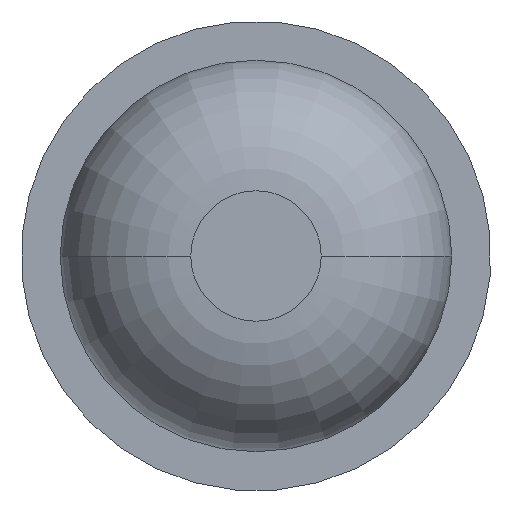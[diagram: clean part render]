
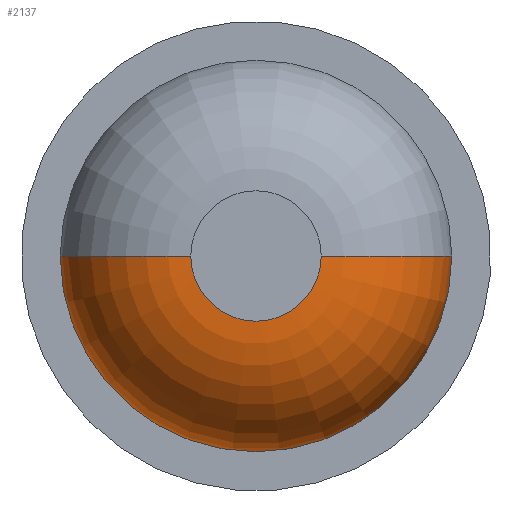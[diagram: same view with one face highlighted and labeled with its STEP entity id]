
A CAD part, front view. The second image highlights one B-rep face of the part: STEP entity #2137.
In plain terms, the highlighted toroidal (fillet/blend) face has major radius 0.125 mm and minor radius 0.25 mm.
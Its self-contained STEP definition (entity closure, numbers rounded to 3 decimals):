
#40 = CIRCLE ( 'NONE', #1280, 0.25 ) ;
#143 = DIRECTION ( 'NONE',  ( 1., 0., 0. ) ) ;
#206 = FACE_OUTER_BOUND ( 'NONE', #2658, .T. ) ;
#295 = AXIS2_PLACEMENT_3D ( 'NONE', #918, #1380, #1393 ) ;
#502 = DIRECTION ( 'NONE',  ( -1., 0., 0. ) ) ;
#522 = VERTEX_POINT ( 'NONE', #3244 ) ;
#672 = CIRCLE ( 'NONE', #1240, 0.125 ) ;
#778 = ORIENTED_EDGE ( 'NONE', *, *, #1053, .F. ) ;
#918 = CARTESIAN_POINT ( 'NONE',  ( 0.125, -19.45, 0. ) ) ;
#930 = AXIS2_PLACEMENT_3D ( 'NONE', #2539, #2064, #1536 ) ;
#947 = VERTEX_POINT ( 'NONE', #1146 ) ;
#1014 = VERTEX_POINT ( 'NONE', #1735 ) ;
#1053 = EDGE_CURVE ( 'Defeature ausgef�hrt1_0+Defeature ausgef�hrt1_2+Defeature ausgef�hrt1_2+Defeature ausgef�hrt1_2', #1681, #947, #2377, .T. ) ;
#1124 = TOROIDAL_SURFACE ( 'NONE', #930, 0.125, 0.25 ) ;
#1146 = CARTESIAN_POINT ( 'NONE',  ( -0.375, -19.45, 0. ) ) ;
#1202 = CARTESIAN_POINT ( 'NONE',  ( 0.375, -19.45, 0. ) ) ;
#1240 = AXIS2_PLACEMENT_3D ( 'NONE', #2399, #1885, #143 ) ;
#1280 = AXIS2_PLACEMENT_3D ( 'NONE', #2010, #2284, #502 ) ;
#1350 = AXIS2_PLACEMENT_3D ( 'NONE', #1711, #1974, #3212 ) ;
#1380 = DIRECTION ( 'NONE',  ( 0., 0., 1. ) ) ;
#1393 = DIRECTION ( 'NONE',  ( 1., 0., 0. ) ) ;
#1435 = EDGE_CURVE ( 'Defeature ausgef�hrt1_1+Defeature ausgef�hrt1_2+Defeature ausgef�hrt1_2+Defeature ausgef�hrt1_2', #522, #1014, #672, .T. ) ;
#1536 = DIRECTION ( 'NONE',  ( 1., 0., 0. ) ) ;
#1675 = EDGE_CURVE ( 'NONE', #522, #947, #40, .T. ) ;
#1681 = VERTEX_POINT ( 'NONE', #1202 ) ;
#1711 = CARTESIAN_POINT ( 'NONE',  ( 0., -19.45, 0. ) ) ;
#1735 = CARTESIAN_POINT ( 'NONE',  ( 0.125, -19.7, 0. ) ) ;
#1885 = DIRECTION ( 'NONE',  ( 0., -1., 0. ) ) ;
#1974 = DIRECTION ( 'NONE',  ( 0., 1., 0. ) ) ;
#2010 = CARTESIAN_POINT ( 'NONE',  ( -0.125, -19.45, 0. ) ) ;
#2064 = DIRECTION ( 'NONE',  ( 0., 1., 0. ) ) ;
#2137 = ADVANCED_FACE ( 'Defeature ausgef�hrt1_2', ( #206 ), #1124, .T. ) ;
#2218 = ORIENTED_EDGE ( 'NONE', *, *, #1435, .F. ) ;
#2284 = DIRECTION ( 'NONE',  ( 0., 0., -1. ) ) ;
#2377 = CIRCLE ( 'NONE', #1350, 0.375 ) ;
#2378 = CIRCLE ( 'NONE', #295, 0.25 ) ;
#2399 = CARTESIAN_POINT ( 'NONE',  ( 0., -19.7, 0. ) ) ;
#2425 = ORIENTED_EDGE ( 'NONE', *, *, #1675, .T. ) ;
#2539 = CARTESIAN_POINT ( 'NONE',  ( 0., -19.45, 0. ) ) ;
#2658 = EDGE_LOOP ( 'NONE', ( #2218, #2425, #778, #3145 ) ) ;
#2744 = EDGE_CURVE ( 'NONE', #1014, #1681, #2378, .T. ) ;
#3145 = ORIENTED_EDGE ( 'NONE', *, *, #2744, .F. ) ;
#3212 = DIRECTION ( 'NONE',  ( 1., 0., 0. ) ) ;
#3244 = CARTESIAN_POINT ( 'NONE',  ( -0.125, -19.7, 0. ) ) ;
